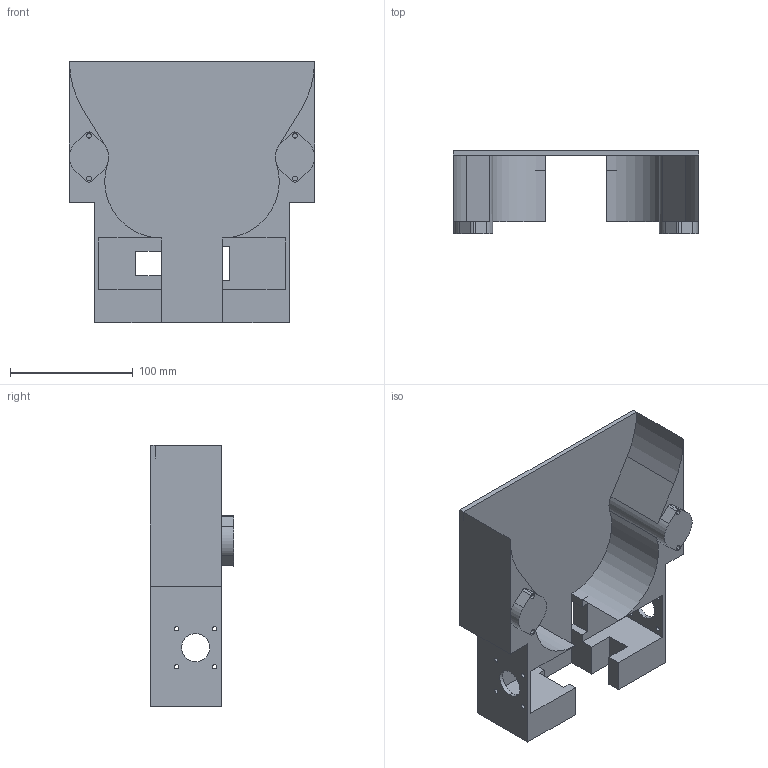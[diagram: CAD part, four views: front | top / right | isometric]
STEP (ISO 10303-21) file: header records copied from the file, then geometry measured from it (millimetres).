
FILE_DESCRIPTION (( 'STEP AP214' ), '1' );
FILE_NAME ('Ð¡³µ³µÉív2.6.0.STEP', '2026-01-20T05:23:05', ( '' ), ( '' ), 'SwSTEP 2.0', 'SolidWorks 2022', '' );
FILE_SCHEMA (( 'AUTOMOTIVE_DESIGN' ));
Length unit declared in the file: millimetre
Products named in the file (1): 小车车身v2.6.0
Bounding box: 200 x 68 x 213 mm (x, y, z)
Volume: 672817.8 mm3; surface area: 148902.6 mm2
Topology: 1 solids, 1 shells, 100 faces, 278 edges, 182 vertices
Faces by surface type: plane 58, cylinder 42
Entity records: 3294 total; most frequent: DIRECTION 570, CARTESIAN_POINT 561, ORIENTED_EDGE 556, EDGE_CURVE 278, AXIS2_PLACEMENT_3D 191, LINE 188, VECTOR 188, VERTEX_POINT 182
